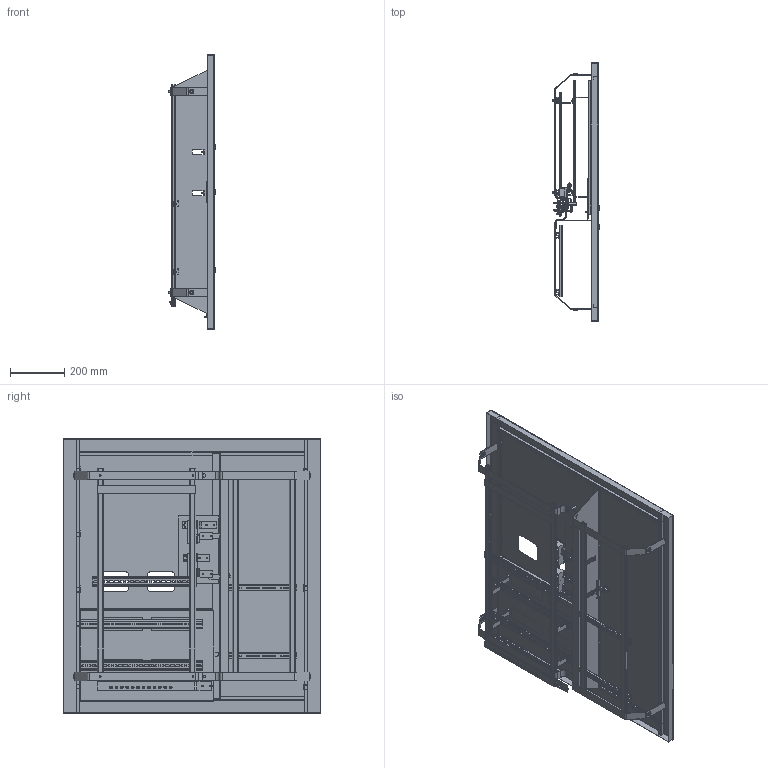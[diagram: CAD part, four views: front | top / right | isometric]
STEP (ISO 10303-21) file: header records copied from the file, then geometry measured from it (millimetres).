
FILE_DESCRIPTION (( 'STEP AP214' ), '1' );
FILE_NAME ('mb10-v-2 欼2 罺.STEP', '2021-03-15T06:45:05', ( '' ), ( '' ), 'SwSTEP 2.0', 'SolidWorks 2021', '' );
FILE_SCHEMA (( 'AUTOMOTIVE_DESIGN' ));
Length unit declared in the file: millimetre
Products named in the file (60): ÙÝ7.05.00.002 Ïëàñòèíà ïîïåðå÷íàÿ_00; Âíóòðåííåå òåëî çàìêà; Ïðîêëàäêà; 佥7.02.01.000 拟屦黖00; 欼7.01.00.003 盷謥蜦豂儆趌00; 佥7.04.01.000 拟屦黖00; Äèí-ðåéêà TS 35õ7,5_385; Ïðîêëàäêà ìåòàëëè÷åñêàÿ 2; 佥2.03.01.000 拟屦黖00; Áîëò Ì8 ÃÎÑÒ 7798-70_Œ8å40 8.8.; ����� ��������_������ 45��; 剒蜲錪 45擤; 佥7.00.00.003 橡铘桦黖00; ÙÝ7.04.00.000 Äâåðü ñëàáîòî÷íîãî îòñåêà_00; ÙÝ7.11.00.000 Êîëîäêà PE è N ñáîðíàÿ_01; Âèíò Ì5 ÃÎÑÒ17473-78_5å12; ÙÝ7.05.00.003 Ïëàñòèíà ïîïåðå÷íàÿ_00; mb10-v-2 欼2 罺; 欼7.00.00.005 扰鍙欙樥燲00; ÙÝ2.03.00.000 Äâåðü ó÷åòíîãî îòñåêà_00; ÙÝ7.00.00.004 Ãàéêà çàêëàäíàÿ_00; ﾙﾝ2.00.00.000 ﾙ頸 跫隆_00; 欼7.02.00.002 栴鍕趌00; ﾘ琺矜 01.019 ﾃﾎﾑﾒ11371-78_4; ÙÝ7.00.00.002 Ýêðàí çàùèòíûé_00; 欼7.10.00.004 砎鳽鳻_00; ÙÝ7.02.00.000 Äâåðü ðàñïðåäåëèòåëüíîãî îòñåêà._00; Ãàéêà ÃÎÑÒ 5927-70_8.6G.8; ÙÝ7.05.00.000 Ðàìà ìîíòàæíàÿ_00; 佥7.00.00.001 脏朦囗咫黖00; Äèí-ðåéêà TS 35õ7,5_450; ÙÝ7.10.00.001 Èçîëÿòîð_00; Âèíò Ì4 ÃÎÑÒ17473-78_4å16; 欼7.01.00.004 扰鍙欙樥燲00; Washer 6402_3_gost_丐ｩ｡ 2 6 ヮ葬 6402-70; Ãàéêà; 欼7.01.00.000 忺謤僔_00; 佥7.05.00.001 橡铘桦黖00; ÙÝ7.11.00.005 Øèíêà PE_01; pan head cross recess screw_din_ISO 7045 - M4 x 6 - Z --- 6N ...
Assembly tree (176 placements, depth 5):
  mb10-v-2 欼2 罺
    ﾙﾝ2.00.00.000 ﾙ頸 跫隆_00
      欼7.01.00.000 忺謤僔_00
        ÙÝ7.01.00.001 Ñòîéêà âåðòèêàëüíàÿ_00  x2
        欼7.01.00.002 砐櫇謥玁縺_00  x2
        欼7.01.00.004 扰鍙欙樥燲00  x2
        欼7.01.00.003 盷謥蜦豂儆趌00
        佥7.01.00.005 橡铘桦黖00  x2
        ÙÝ7.01.00.006 Ïåòëÿ_00  x8
      ÙÝ7.02.00.000 Äâåðü ðàñïðåäåëèòåëüíîãî îòñåêà._00
        佥7.02.01.000 拟屦黖00
          佥7.02.00.001 拟屦黖00
          欼7.02.00.002 栴鍕趌00  x2
        ����� ��������_������ 45��
          Òåëî çàìêà
          Ïðîêëàäêà ìåòàëëè÷åñêàÿ
          剒蜲錪 45擤
          Washer 6402_3_gost_丐ｩ｡ 2 6 ヮ葬 6402-70
          Ïðîêëàäêà
          pan head cross recess screw_din_ISO 7045 - M4 x 6 - Z --- 6N
          Ïðîêëàäêà ìåòàëëè÷åñêàÿ 2
          Ãàéêà
          Âíóòðåííåå òåëî çàìêà
      ÙÝ7.04.00.000 Äâåðü ñëàáîòî÷íîãî îòñåêà_00
        佥7.04.01.000 拟屦黖00
          佥7.04.00.001 拟屦黖00
          欼7.02.00.002 栴鍕趌00  x3
        ����� ��������_������ 45��
          Òåëî çàìêà
          Ïðîêëàäêà ìåòàëëè÷åñêàÿ
          剒蜲錪 45擤
          Washer 6402_3_gost_丐ｩ｡ 2 6 ヮ葬 6402-70
          Ïðîêëàäêà
          pan head cross recess screw_din_ISO 7045 - M4 x 6 - Z --- 6N
          Ïðîêëàäêà ìåòàëëè÷åñêàÿ 2
          Ãàéêà
          Âíóòðåííåå òåëî çàìêà
      ÙÝ2.03.00.000 Äâåðü ó÷åòíîãî îòñåêà_00
        佥2.03.01.000 拟屦黖00
          佥2.03.00.001 拟屦黖00
          欼7.02.00.002 栴鍕趌00  x3
        ����� ��������_������ 45��
          Òåëî çàìêà
          Ïðîêëàäêà ìåòàëëè÷åñêàÿ
          剒蜲錪 45擤
          Washer 6402_3_gost_丐ｩ｡ 2 6 ヮ葬 6402-70
          Ïðîêëàäêà
          pan head cross recess screw_din_ISO 7045 - M4 x 6 - Z --- 6N
          Ïðîêëàäêà ìåòàëëè÷åñêàÿ 2
          Ãàéêà
          Âíóòðåííåå òåëî çàìêà
      ÙÝ7.05.00.000 Ðàìà ìîíòàæíàÿ_00
        佥7.05.00.001 橡铘桦黖00  x2
        ÙÝ7.05.00.002 Ïëàñòèíà ïîïåðå÷íàÿ_00
        ÙÝ7.05.00.003 Ïëàñòèíà ïîïåðå÷íàÿ_00
      佥7.00.00.003 橡铘桦黖00  x2
      ÙÝ7.00.00.004 Ãàéêà çàêëàäíàÿ_00  x12
      Âèíò Ì4 ÃÎÑÒ17473-78_4å10  x16
      欼7.00.00.005 扰鍙欙樥燲00  x4
      欼7.00.00.006 扰鍙欙樥燲00  x4
Bounding box: 171.9 x 950 x 1010 mm (x, y, z)
Volume: 2231238.5 mm3; surface area: 3995768.6 mm2
Topology: 180 solids, 180 shells, 4313 faces, 10271 edges, 6431 vertices
Faces by surface type: plane 2355, cylinder 1439, cone 232, torus 120, sphere 100, bspline 67
Entity records: 63157 total; most frequent: CARTESIAN_POINT 15701, DIRECTION 8903, ORIENTED_EDGE 8748, EDGE_CURVE 4374, AXIS2_PLACEMENT_3D 3153, VERTEX_POINT 2876, VECTOR 2597, LINE 2597
